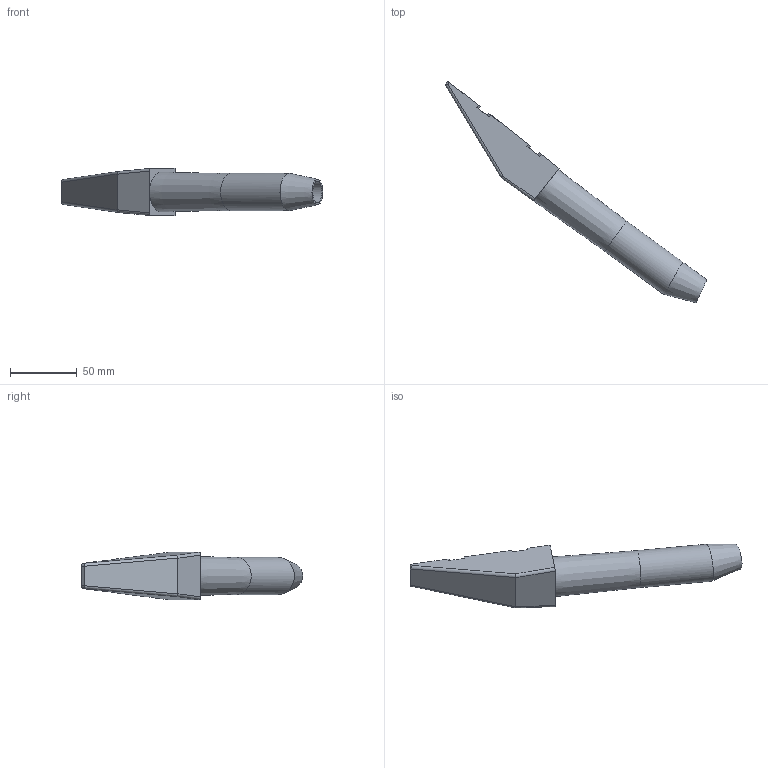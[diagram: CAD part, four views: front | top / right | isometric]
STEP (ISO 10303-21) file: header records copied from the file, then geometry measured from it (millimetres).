
FILE_DESCRIPTION(/* description */ (''),/* implementation_level */ '2;1');
FILE_NAME(/* name */ 'INT-207-03-001.stp',/* time_stamp */ '2022-08-06T22:37:26+05:00',/* author */ ('Дом'),/* organization */ (''),/* preprocessor_version */ 'ST-DEVELOPER v19',/* originating_system */ 'Autodesk Inventor 2023',/* authorisation */ '');
FILE_SCHEMA (('AUTOMOTIVE_DESIGN { 1 0 10303 214 3 1 1 }'));
Length unit declared in the file: millimetre
Products named in the file (1): INT-207-03-001
Bounding box: 196.66 x 166.31 x 35.57 mm (x, y, z)
Volume: 144878.8 mm3; surface area: 25545.6 mm2
Topology: 1 solids, 1 shells, 36 faces, 100 edges, 65 vertices
Faces by surface type: plane 26, cylinder 8, cone 2
Full cylindrical faces by diameter (mm): 16.136 x1, 28 x1
Entity records: 1155 total; most frequent: CARTESIAN_POINT 196, ORIENTED_EDGE 192, DIRECTION 192, EDGE_CURVE 96, LINE 74, VECTOR 74, VERTEX_POINT 63, AXIS2_PLACEMENT_3D 59
